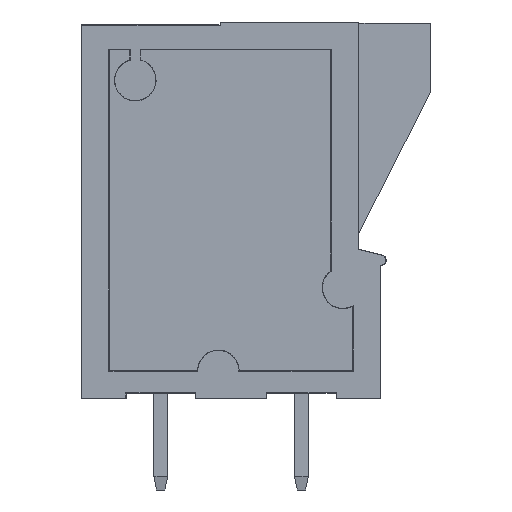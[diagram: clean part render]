
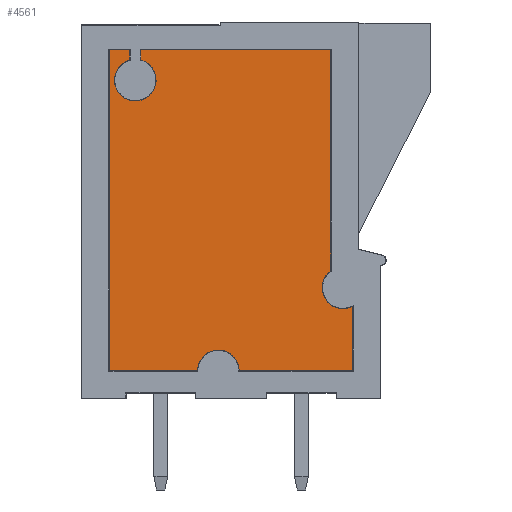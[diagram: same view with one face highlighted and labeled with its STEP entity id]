
A CAD part, left-side view. The second image highlights one B-rep face of the part: STEP entity #4561.
In plain terms, the highlighted planar face has unit normal (-1, 0, 0).
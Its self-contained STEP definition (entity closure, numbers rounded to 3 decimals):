
#526 = LINE ( 'NONE', #38684, #2838 ) ;
#631 = CARTESIAN_POINT ( 'NONE',  ( -2.18, -1.06, 12.6 ) ) ;
#665 = AXIS2_PLACEMENT_3D ( 'NONE', #38431, #34216, #30041 ) ;
#1357 = DIRECTION ( 'NONE',  ( 0., 0., -1. ) ) ;
#1436 = ORIENTED_EDGE ( 'NONE', *, *, #26218, .F. ) ;
#1922 = DIRECTION ( 'NONE',  ( 0., 0., -1. ) ) ;
#2404 = CARTESIAN_POINT ( 'NONE',  ( -2.18, 3., 1. ) ) ;
#2838 = VECTOR ( 'NONE', #34471, 1000. ) ;
#3144 = EDGE_CURVE ( 'NONE', #9335, #32343, #39759, .T. ) ;
#3391 = AXIS2_PLACEMENT_3D ( 'NONE', #2404, #27912, #23525 ) ;
#4063 = VERTEX_POINT ( 'NONE', #8986 ) ;
#4561 = ADVANCED_FACE ( 'NONE', ( #6412 ), #33209, .T. ) ;
#4947 = LINE ( 'NONE', #631, #6645 ) ;
#5037 = EDGE_CURVE ( 'NONE', #9335, #11801, #14557, .T. ) ;
#5540 = ORIENTED_EDGE ( 'NONE', *, *, #40687, .T. ) ;
#5682 = EDGE_CURVE ( 'NONE', #20488, #11933, #10141, .T. ) ;
#5700 = CARTESIAN_POINT ( 'NONE',  ( -2.18, 6.94, 12.6 ) ) ;
#6031 = CIRCLE ( 'NONE', #13718, 0.75 ) ;
#6116 = VECTOR ( 'NONE', #27910, 1000. ) ;
#6306 = DIRECTION ( 'NONE',  ( -1., 0., 0. ) ) ;
#6412 = FACE_OUTER_BOUND ( 'NONE', #16565, .T. ) ;
#6547 = VECTOR ( 'NONE', #31363, 1000. ) ;
#6645 = VECTOR ( 'NONE', #38797, 1000. ) ;
#6655 = VERTEX_POINT ( 'NONE', #24330 ) ;
#6693 = LINE ( 'NONE', #40429, #37993 ) ;
#6912 = ORIENTED_EDGE ( 'NONE', *, *, #5037, .F. ) ;
#7580 = CARTESIAN_POINT ( 'NONE',  ( -2.18, -1.86, 3.342 ) ) ;
#8424 = CARTESIAN_POINT ( 'NONE',  ( -2.18, 5.8, 12.6 ) ) ;
#8947 = EDGE_CURVE ( 'NONE', #18829, #30169, #4947, .T. ) ;
#8986 = CARTESIAN_POINT ( 'NONE',  ( -2.18, -1.5, 3.25 ) ) ;
#9204 = VERTEX_POINT ( 'NONE', #20355 ) ;
#9335 = VERTEX_POINT ( 'NONE', #39043 ) ;
#10141 = LINE ( 'NONE', #5700, #13595 ) ;
#10714 = CARTESIAN_POINT ( 'NONE',  ( -2.18, 6., 11.5 ) ) ;
#11313 = CARTESIAN_POINT ( 'NONE',  ( -2.18, 6.94, 12.6 ) ) ;
#11801 = VERTEX_POINT ( 'NONE', #20427 ) ;
#11859 = ORIENTED_EDGE ( 'NONE', *, *, #3144, .T. ) ;
#11893 = CARTESIAN_POINT ( 'NONE',  ( -2.18, -1.06, 12.6 ) ) ;
#11933 = VERTEX_POINT ( 'NONE', #36618 ) ;
#11965 = ORIENTED_EDGE ( 'NONE', *, *, #32386, .T. ) ;
#12240 = DIRECTION ( 'NONE',  ( 0., 0., 1. ) ) ;
#13031 = EDGE_CURVE ( 'NONE', #32343, #13713, #34708, .T. ) ;
#13595 = VECTOR ( 'NONE', #1357, 1000. ) ;
#13713 = VERTEX_POINT ( 'NONE', #7580 ) ;
#13718 = AXIS2_PLACEMENT_3D ( 'NONE', #38057, #33862, #29665 ) ;
#14557 = CIRCLE ( 'NONE', #3391, 0.75 ) ;
#14710 = ORIENTED_EDGE ( 'NONE', *, *, #22970, .F. ) ;
#14973 = ORIENTED_EDGE ( 'NONE', *, *, #30808, .F. ) ;
#15255 = VECTOR ( 'NONE', #12240, 1000. ) ;
#16259 = EDGE_CURVE ( 'NONE', #9204, #18829, #21166, .T. ) ;
#16565 = EDGE_LOOP ( 'NONE', ( #20472, #33894, #1436, #42185, #41161, #11965, #14710, #14973, #5540, #19214, #34731, #32628, #6912, #11859 ) ) ;
#16651 = CIRCLE ( 'NONE', #40758, 0.75 ) ;
#16738 = CARTESIAN_POINT ( 'NONE',  ( -2.18, -1.06, 4.607 ) ) ;
#17938 = CARTESIAN_POINT ( 'NONE',  ( -2.18, -1.86, 1. ) ) ;
#18829 = VERTEX_POINT ( 'NONE', #11893 ) ;
#19214 = ORIENTED_EDGE ( 'NONE', *, *, #20056, .T. ) ;
#20056 = EDGE_CURVE ( 'NONE', #34646, #20488, #36358, .T. ) ;
#20198 = DIRECTION ( 'NONE',  ( 0., 0., 1. ) ) ;
#20355 = CARTESIAN_POINT ( 'NONE',  ( -2.18, -1.06, 4.607 ) ) ;
#20427 = CARTESIAN_POINT ( 'NONE',  ( -2.18, 3.75, 1. ) ) ;
#20472 = ORIENTED_EDGE ( 'NONE', *, *, #13031, .T. ) ;
#20488 = VERTEX_POINT ( 'NONE', #11313 ) ;
#20519 = EDGE_CURVE ( 'NONE', #11933, #11801, #526, .T. ) ;
#21166 = LINE ( 'NONE', #16738, #15255 ) ;
#21441 = EDGE_CURVE ( 'NONE', #4063, #13713, #6031, .T. ) ;
#22030 = AXIS2_PLACEMENT_3D ( 'NONE', #29002, #24654, #20198 ) ;
#22157 = VECTOR ( 'NONE', #28082, 1000. ) ;
#22281 = CIRCLE ( 'NONE', #40450, 0.75 ) ;
#22970 = EDGE_CURVE ( 'NONE', #29901, #6655, #16651, .T. ) ;
#23525 = DIRECTION ( 'NONE',  ( 0., 0., -1. ) ) ;
#24330 = CARTESIAN_POINT ( 'NONE',  ( -2.18, 5.8, 12.223 ) ) ;
#24654 = DIRECTION ( 'NONE',  ( -1., 0., 0. ) ) ;
#24951 = CARTESIAN_POINT ( 'NONE',  ( -2.18, 6., 10.75 ) ) ;
#26158 = DIRECTION ( 'NONE',  ( 0., 0., -1. ) ) ;
#26218 = EDGE_CURVE ( 'NONE', #9204, #4063, #37441, .T. ) ;
#26252 = DIRECTION ( 'NONE',  ( 0., 0., 1. ) ) ;
#27910 = DIRECTION ( 'NONE',  ( 0., 1., 0. ) ) ;
#27912 = DIRECTION ( 'NONE',  ( -1., 0., 0. ) ) ;
#28082 = DIRECTION ( 'NONE',  ( 0., 0., -1. ) ) ;
#29002 = CARTESIAN_POINT ( 'NONE',  ( -2.18, 0., 0. ) ) ;
#29665 = DIRECTION ( 'NONE',  ( 0., 0., -1. ) ) ;
#29730 = CARTESIAN_POINT ( 'NONE',  ( -2.18, 6.2, 12.6 ) ) ;
#29901 = VERTEX_POINT ( 'NONE', #24951 ) ;
#30041 = DIRECTION ( 'NONE',  ( 0., 0., -1. ) ) ;
#30169 = VERTEX_POINT ( 'NONE', #8424 ) ;
#30433 = DIRECTION ( 'NONE',  ( -1., 0., 0. ) ) ;
#30520 = CARTESIAN_POINT ( 'NONE',  ( -2.18, -1.86, 1. ) ) ;
#30808 = EDGE_CURVE ( 'NONE', #42404, #29901, #22281, .T. ) ;
#31363 = DIRECTION ( 'NONE',  ( 0., -1., 0. ) ) ;
#32121 = CARTESIAN_POINT ( 'NONE',  ( -2.18, 0., 12.6 ) ) ;
#32309 = CARTESIAN_POINT ( 'NONE',  ( -2.18, 5.8, 12.6 ) ) ;
#32343 = VERTEX_POINT ( 'NONE', #17938 ) ;
#32386 = EDGE_CURVE ( 'NONE', #30169, #6655, #36538, .T. ) ;
#32628 = ORIENTED_EDGE ( 'NONE', *, *, #20519, .T. ) ;
#33209 = PLANE ( 'NONE',  #22030 ) ;
#33862 = DIRECTION ( 'NONE',  ( -1., 0., 0. ) ) ;
#33894 = ORIENTED_EDGE ( 'NONE', *, *, #21441, .F. ) ;
#34216 = DIRECTION ( 'NONE',  ( -1., 0., 0. ) ) ;
#34471 = DIRECTION ( 'NONE',  ( 0., -1., 0. ) ) ;
#34628 = CARTESIAN_POINT ( 'NONE',  ( -2.18, 6., 11.5 ) ) ;
#34646 = VERTEX_POINT ( 'NONE', #29730 ) ;
#34708 = LINE ( 'NONE', #30520, #36380 ) ;
#34731 = ORIENTED_EDGE ( 'NONE', *, *, #5682, .T. ) ;
#35554 = CARTESIAN_POINT ( 'NONE',  ( -2.18, 2.25, 1. ) ) ;
#36244 = DIRECTION ( 'NONE',  ( 0., 0., 1. ) ) ;
#36358 = LINE ( 'NONE', #32121, #6116 ) ;
#36380 = VECTOR ( 'NONE', #26252, 1000. ) ;
#36538 = LINE ( 'NONE', #32309, #22157 ) ;
#36618 = CARTESIAN_POINT ( 'NONE',  ( -2.18, 6.94, 1. ) ) ;
#37441 = CIRCLE ( 'NONE', #665, 0.75 ) ;
#37993 = VECTOR ( 'NONE', #36244, 1000. ) ;
#38057 = CARTESIAN_POINT ( 'NONE',  ( -2.18, -1.5, 4. ) ) ;
#38431 = CARTESIAN_POINT ( 'NONE',  ( -2.18, -1.5, 4. ) ) ;
#38684 = CARTESIAN_POINT ( 'NONE',  ( -2.18, 6.94, 1. ) ) ;
#38797 = DIRECTION ( 'NONE',  ( 0., 1., 0. ) ) ;
#39043 = CARTESIAN_POINT ( 'NONE',  ( -2.18, 2.25, 1. ) ) ;
#39759 = LINE ( 'NONE', #35554, #6547 ) ;
#40429 = CARTESIAN_POINT ( 'NONE',  ( -2.18, 6.2, 0. ) ) ;
#40450 = AXIS2_PLACEMENT_3D ( 'NONE', #10714, #6306, #1922 ) ;
#40687 = EDGE_CURVE ( 'NONE', #42404, #34646, #6693, .T. ) ;
#40758 = AXIS2_PLACEMENT_3D ( 'NONE', #34628, #30433, #26158 ) ;
#41161 = ORIENTED_EDGE ( 'NONE', *, *, #8947, .T. ) ;
#41788 = CARTESIAN_POINT ( 'NONE',  ( -2.18, 6.2, 12.223 ) ) ;
#42185 = ORIENTED_EDGE ( 'NONE', *, *, #16259, .T. ) ;
#42404 = VERTEX_POINT ( 'NONE', #41788 ) ;
